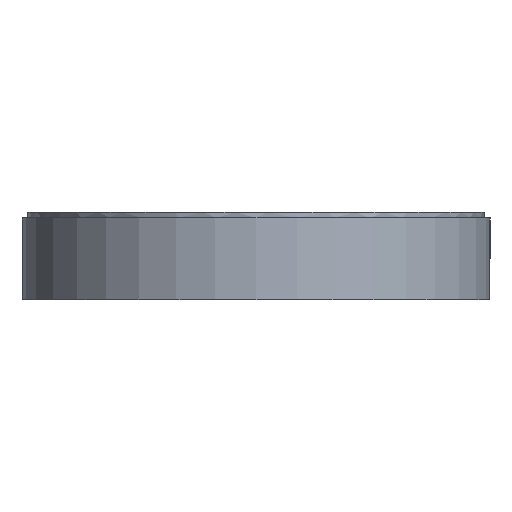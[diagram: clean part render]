
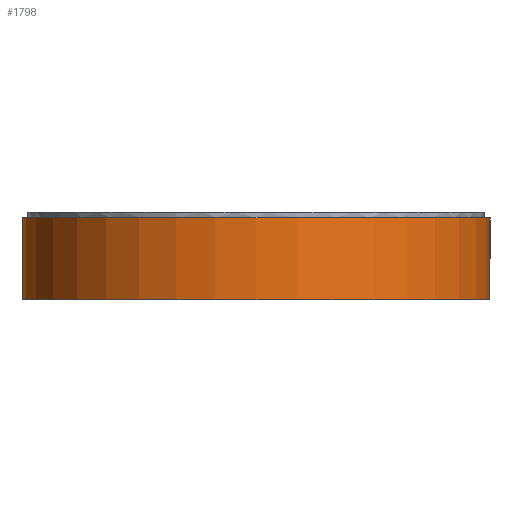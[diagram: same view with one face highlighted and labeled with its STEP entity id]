
A CAD part, front view. The second image highlights one B-rep face of the part: STEP entity #1798.
In plain terms, the highlighted cylindrical face has radius 40 mm (diameter 80 mm), a partial arc.
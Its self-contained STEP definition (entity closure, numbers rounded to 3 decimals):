
#226 = ORIENTED_EDGE ( 'NONE', *, *, #3217, .F. ) ;
#246 = DIRECTION ( 'NONE',  ( 0., 0., -1. ) ) ;
#373 = CARTESIAN_POINT ( 'NONE',  ( -40., -132.984, 0. ) ) ;
#641 = CARTESIAN_POINT ( 'NONE',  ( -40., -132.984, 15. ) ) ;
#687 = EDGE_CURVE ( 'NONE', #1729, #4326, #6429, .T. ) ;
#852 = CARTESIAN_POINT ( 'NONE',  ( 0., -132.984, 0. ) ) ;
#937 = VECTOR ( 'NONE', #7035, 1000. ) ;
#1436 = CARTESIAN_POINT ( 'NONE',  ( 40., -132.984, 15. ) ) ;
#1529 = DIRECTION ( 'NONE',  ( 0., 0., -1. ) ) ;
#1541 = VECTOR ( 'NONE', #246, 1000. ) ;
#1729 = VERTEX_POINT ( 'NONE', #4327 ) ;
#1798 = ADVANCED_FACE ( 'NONE', ( #7341 ), #4449, .T. ) ;
#2643 = EDGE_CURVE ( 'NONE', #1729, #5758, #3384, .T. ) ;
#2743 = CARTESIAN_POINT ( 'NONE',  ( 0., -132.984, 14. ) ) ;
#3130 = AXIS2_PLACEMENT_3D ( 'NONE', #2743, #6836, #3923 ) ;
#3217 = EDGE_CURVE ( 'NONE', #5758, #6785, #6188, .T. ) ;
#3384 = CIRCLE ( 'NONE', #3130, 40. ) ;
#3512 = AXIS2_PLACEMENT_3D ( 'NONE', #852, #3720, #4379 ) ;
#3720 = DIRECTION ( 'NONE',  ( 0., 0., 1. ) ) ;
#3923 = DIRECTION ( 'NONE',  ( 1., 0., 0. ) ) ;
#4326 = VERTEX_POINT ( 'NONE', #373 ) ;
#4327 = CARTESIAN_POINT ( 'NONE',  ( -40., -132.984, 14. ) ) ;
#4379 = DIRECTION ( 'NONE',  ( 1., 0., 0. ) ) ;
#4449 = CYLINDRICAL_SURFACE ( 'NONE', #5233, 40. ) ;
#4458 = ORIENTED_EDGE ( 'NONE', *, *, #2643, .F. ) ;
#4492 = ORIENTED_EDGE ( 'NONE', *, *, #4617, .T. ) ;
#4617 = EDGE_CURVE ( 'NONE', #4326, #6785, #6804, .T. ) ;
#5233 = AXIS2_PLACEMENT_3D ( 'NONE', #6776, #1529, #7300 ) ;
#5612 = ORIENTED_EDGE ( 'NONE', *, *, #687, .T. ) ;
#5758 = VERTEX_POINT ( 'NONE', #7392 ) ;
#6188 = LINE ( 'NONE', #1436, #1541 ) ;
#6429 = LINE ( 'NONE', #641, #937 ) ;
#6776 = CARTESIAN_POINT ( 'NONE',  ( 0., -132.984, 15. ) ) ;
#6785 = VERTEX_POINT ( 'NONE', #7258 ) ;
#6804 = CIRCLE ( 'NONE', #3512, 40. ) ;
#6836 = DIRECTION ( 'NONE',  ( 0., 0., 1. ) ) ;
#7035 = DIRECTION ( 'NONE',  ( 0., 0., -1. ) ) ;
#7258 = CARTESIAN_POINT ( 'NONE',  ( 40., -132.984, 0. ) ) ;
#7287 = EDGE_LOOP ( 'NONE', ( #4458, #5612, #4492, #226 ) ) ;
#7300 = DIRECTION ( 'NONE',  ( -1., 0., 0. ) ) ;
#7341 = FACE_OUTER_BOUND ( 'NONE', #7287, .T. ) ;
#7392 = CARTESIAN_POINT ( 'NONE',  ( 40., -132.984, 14. ) ) ;
